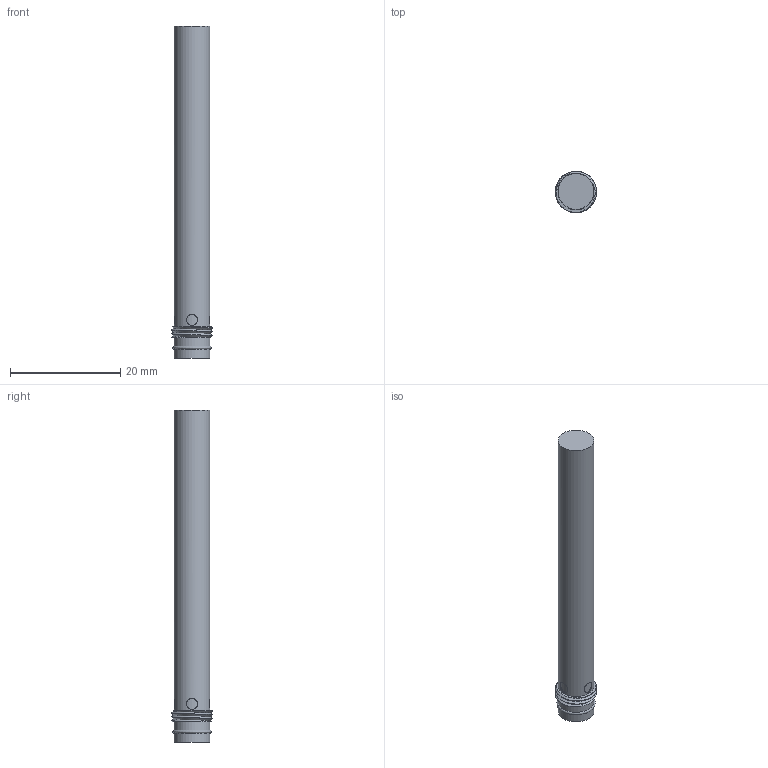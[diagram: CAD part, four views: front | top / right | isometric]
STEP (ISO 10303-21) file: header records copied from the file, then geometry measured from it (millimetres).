
FILE_DESCRIPTION(/* description */ (''),/* implementation_level */ '2;1');
FILE_NAME(/* name */ 'D6.5_B_STECKER_I1SF-D6.501N-OPU3.stp',/* time_stamp */ '2021-08-09T11:28:14+02:00',/* author */ ('S. Sandt'),/* organization */ ('di-soric GmbH & Co. KG'),/* preprocessor_version */ 'ST-DEVELOPER v18.1',/* originating_system */ 'Autodesk Inventor 2021',/* authorisation */ '');
FILE_SCHEMA (('AUTOMOTIVE_DESIGN { 1 0 10303 214 3 1 1 }'));
Length unit declared in the file: millimetre
Products named in the file (1): Bauteil67
Bounding box: 7.5 x 7.5 x 60.3 mm (x, y, z)
Volume: 326 mm3; surface area: 2669 mm2
Topology: 3 solids, 3 shells, 33 faces, 73 edges, 48 vertices
Faces by surface type: cylinder 16, plane 10, sphere 3, bspline 2, torus 2
Full cylindrical faces by diameter (mm): 1 x3, 2 x4, 6.12 x1, 6.18 x1, 6.5 x2, 6.514 x1, 7.5 x2
Entity records: 1795 total; most frequent: CARTESIAN_POINT 1046, ORIENTED_EDGE 140, DIRECTION 135, EDGE_CURVE 70, AXIS2_PLACEMENT_3D 59, EDGE_LOOP 48, VERTEX_POINT 48, FACE_OUTER_BOUND 33
